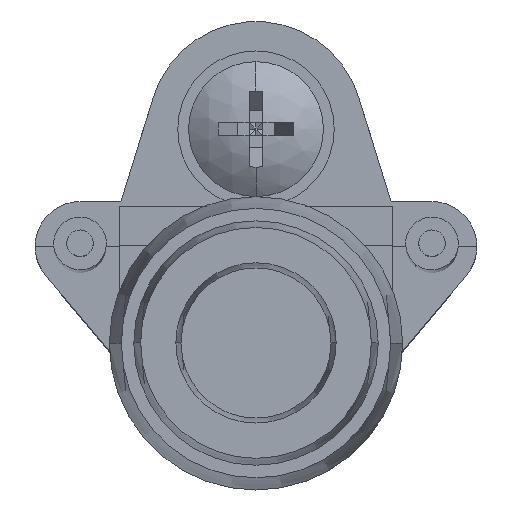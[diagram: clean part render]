
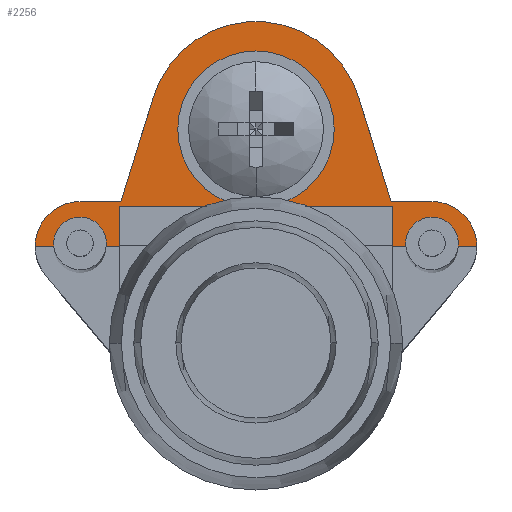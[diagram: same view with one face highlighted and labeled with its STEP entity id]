
A CAD part, top view. The second image highlights one B-rep face of the part: STEP entity #2256.
In plain terms, the highlighted planar face has unit normal (0, 0, 1).
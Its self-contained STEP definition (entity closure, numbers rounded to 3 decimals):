
#63 = DIRECTION ( 'NONE',  ( 0.296, -0.955, 0. ) ) ;
#96 = VERTEX_POINT ( 'NONE', #1780 ) ;
#196 = ORIENTED_EDGE ( 'NONE', *, *, #4881, .T. ) ;
#205 = DIRECTION ( 'NONE',  ( 0., 0., -1. ) ) ;
#209 = ORIENTED_EDGE ( 'NONE', *, *, #5237, .F. ) ;
#247 = DIRECTION ( 'NONE',  ( 0., 0., -1. ) ) ;
#305 = CARTESIAN_POINT ( 'NONE',  ( -9., 5., -26. ) ) ;
#314 = VERTEX_POINT ( 'NONE', #5460 ) ;
#345 = DIRECTION ( 'NONE',  ( 1., 0., 0. ) ) ;
#366 = CARTESIAN_POINT ( 'NONE',  ( 0., 5., -26. ) ) ;
#394 = VERTEX_POINT ( 'NONE', #3207 ) ;
#474 = ORIENTED_EDGE ( 'NONE', *, *, #3364, .F. ) ;
#700 = CARTESIAN_POINT ( 'NONE',  ( 9., 7.3, -26. ) ) ;
#752 = LINE ( 'NONE', #4535, #3062 ) ;
#755 = DIRECTION ( 'NONE',  ( -1., 0., 0. ) ) ;
#772 = CARTESIAN_POINT ( 'NONE',  ( 0., 11., -26. ) ) ;
#900 = ORIENTED_EDGE ( 'NONE', *, *, #3392, .F. ) ;
#983 = LINE ( 'NONE', #2673, #4527 ) ;
#1080 = CARTESIAN_POINT ( 'NONE',  ( 0., 7., -26. ) ) ;
#1117 = VERTEX_POINT ( 'NONE', #4557 ) ;
#1182 = LINE ( 'NONE', #5151, #4760 ) ;
#1227 = EDGE_CURVE ( 'NONE', #3083, #314, #3134, .T. ) ;
#1262 = LINE ( 'NONE', #366, #5936 ) ;
#1299 = FACE_OUTER_BOUND ( 'NONE', #4328, .T. ) ;
#1321 = ORIENTED_EDGE ( 'NONE', *, *, #3890, .F. ) ;
#1389 = LINE ( 'NONE', #2632, #1522 ) ;
#1472 = LINE ( 'NONE', #3145, #2541 ) ;
#1522 = VECTOR ( 'NONE', #5439, 1000. ) ;
#1538 = AXIS2_PLACEMENT_3D ( 'NONE', #3468, #247, #2987 ) ;
#1541 = VECTOR ( 'NONE', #1599, 1000. ) ;
#1561 = VERTEX_POINT ( 'NONE', #2724 ) ;
#1598 = CARTESIAN_POINT ( 'NONE',  ( 9., 5., -26. ) ) ;
#1599 = DIRECTION ( 'NONE',  ( -1., 0., 0. ) ) ;
#1639 = ORIENTED_EDGE ( 'NONE', *, *, #2612, .T. ) ;
#1774 = VERTEX_POINT ( 'NONE', #1080 ) ;
#1780 = CARTESIAN_POINT ( 'NONE',  ( 11.3, 5., -26. ) ) ;
#1796 = DIRECTION ( 'NONE',  ( 0., 0., -1. ) ) ;
#1847 = ORIENTED_EDGE ( 'NONE', *, *, #5100, .T. ) ;
#2022 = CARTESIAN_POINT ( 'NONE',  ( -5.253, 12.63, -26. ) ) ;
#2069 = DIRECTION ( 'NONE',  ( 1., 0., 0. ) ) ;
#2112 = ORIENTED_EDGE ( 'NONE', *, *, #4558, .F. ) ;
#2162 = PLANE ( 'NONE',  #4158 ) ;
#2256 = ADVANCED_FACE ( 'NONE', ( #1299 ), #2162, .F. ) ;
#2287 = ORIENTED_EDGE ( 'NONE', *, *, #3362, .T. ) ;
#2338 = CIRCLE ( 'NONE', #4587, 4. ) ;
#2343 = VERTEX_POINT ( 'NONE', #3127 ) ;
#2445 = DIRECTION ( 'NONE',  ( 1., 0., 0. ) ) ;
#2476 = CARTESIAN_POINT ( 'NONE',  ( 0., 11., -26. ) ) ;
#2488 = CIRCLE ( 'NONE', #3905, 4. ) ;
#2539 = VERTEX_POINT ( 'NONE', #3381 ) ;
#2541 = VECTOR ( 'NONE', #3616, 1000. ) ;
#2612 = EDGE_CURVE ( 'NONE', #2539, #4835, #2488, .T. ) ;
#2623 = DIRECTION ( 'NONE',  ( -1., 0., 0. ) ) ;
#2632 = CARTESIAN_POINT ( 'NONE',  ( -7., -7., -26. ) ) ;
#2673 = CARTESIAN_POINT ( 'NONE',  ( -6.907, 7.3, -26. ) ) ;
#2706 = CIRCLE ( 'NONE', #3478, 2.3 ) ;
#2724 = CARTESIAN_POINT ( 'NONE',  ( -11.3, 5., -26. ) ) ;
#2811 = AXIS2_PLACEMENT_3D ( 'NONE', #2933, #205, #3423 ) ;
#2836 = CARTESIAN_POINT ( 'NONE',  ( -6.907, 7.3, -26. ) ) ;
#2849 = CARTESIAN_POINT ( 'NONE',  ( 7., 5., -26. ) ) ;
#2894 = VECTOR ( 'NONE', #3476, 1000. ) ;
#2922 = VERTEX_POINT ( 'NONE', #2836 ) ;
#2927 = DIRECTION ( 'NONE',  ( -1., 0., 0. ) ) ;
#2933 = CARTESIAN_POINT ( 'NONE',  ( 0., 11., -26. ) ) ;
#2987 = DIRECTION ( 'NONE',  ( -1., 0., 0. ) ) ;
#3062 = VECTOR ( 'NONE', #345, 1000. ) ;
#3083 = VERTEX_POINT ( 'NONE', #2022 ) ;
#3127 = CARTESIAN_POINT ( 'NONE',  ( -7., 5., -26. ) ) ;
#3130 = LINE ( 'NONE', #5248, #5637 ) ;
#3134 = CIRCLE ( 'NONE', #1538, 5.5 ) ;
#3143 = DIRECTION ( 'NONE',  ( 0.296, 0.955, 0. ) ) ;
#3145 = CARTESIAN_POINT ( 'NONE',  ( 7., -7., -26. ) ) ;
#3188 = ORIENTED_EDGE ( 'NONE', *, *, #3191, .F. ) ;
#3191 = EDGE_CURVE ( 'NONE', #5927, #1774, #5266, .T. ) ;
#3207 = CARTESIAN_POINT ( 'NONE',  ( -7., 7., -26. ) ) ;
#3234 = CARTESIAN_POINT ( 'NONE',  ( 9., 7.3, -26. ) ) ;
#3291 = LINE ( 'NONE', #4561, #5781 ) ;
#3362 = EDGE_CURVE ( 'NONE', #1561, #2343, #1262, .T. ) ;
#3364 = EDGE_CURVE ( 'NONE', #2922, #3083, #983, .T. ) ;
#3381 = CARTESIAN_POINT ( 'NONE',  ( -4., 11., -26. ) ) ;
#3392 = EDGE_CURVE ( 'NONE', #1774, #394, #3291, .T. ) ;
#3423 = DIRECTION ( 'NONE',  ( -1., 0., 0. ) ) ;
#3468 = CARTESIAN_POINT ( 'NONE',  ( 0., 11., -26. ) ) ;
#3472 = CARTESIAN_POINT ( 'NONE',  ( -7., 7., -26. ) ) ;
#3476 = DIRECTION ( 'NONE',  ( 1., 0., 0. ) ) ;
#3478 = AXIS2_PLACEMENT_3D ( 'NONE', #305, #3531, #755 ) ;
#3486 = CARTESIAN_POINT ( 'NONE',  ( 7., 7., -26. ) ) ;
#3494 = ORIENTED_EDGE ( 'NONE', *, *, #6024, .F. ) ;
#3516 = AXIS2_PLACEMENT_3D ( 'NONE', #1598, #4874, #2069 ) ;
#3531 = DIRECTION ( 'NONE',  ( 0., 0., -1. ) ) ;
#3564 = CIRCLE ( 'NONE', #2811, 4. ) ;
#3576 = VERTEX_POINT ( 'NONE', #3234 ) ;
#3616 = DIRECTION ( 'NONE',  ( 0., 1., 0. ) ) ;
#3682 = EDGE_CURVE ( 'NONE', #4835, #1774, #2338, .T. ) ;
#3827 = CARTESIAN_POINT ( 'NONE',  ( 4., 11., -26. ) ) ;
#3890 = EDGE_CURVE ( 'NONE', #3576, #96, #5879, .T. ) ;
#3905 = AXIS2_PLACEMENT_3D ( 'NONE', #2476, #5753, #2927 ) ;
#3996 = ORIENTED_EDGE ( 'NONE', *, *, #4441, .F. ) ;
#4154 = LINE ( 'NONE', #700, #2894 ) ;
#4158 = AXIS2_PLACEMENT_3D ( 'NONE', #772, #5433, #2623 ) ;
#4274 = ORIENTED_EDGE ( 'NONE', *, *, #5359, .F. ) ;
#4328 = EDGE_LOOP ( 'NONE', ( #3996, #2287, #3494, #900, #196, #1639, #4840, #3188, #4274, #1847, #1321, #209, #4645, #4975, #474, #2112 ) ) ;
#4441 = EDGE_CURVE ( 'NONE', #1561, #4458, #2706, .T. ) ;
#4458 = VERTEX_POINT ( 'NONE', #5878 ) ;
#4527 = VECTOR ( 'NONE', #3143, 1000. ) ;
#4535 = CARTESIAN_POINT ( 'NONE',  ( -9., 7.3, -26. ) ) ;
#4557 = CARTESIAN_POINT ( 'NONE',  ( 6.907, 7.3, -26. ) ) ;
#4558 = EDGE_CURVE ( 'NONE', #4458, #2922, #752, .T. ) ;
#4561 = CARTESIAN_POINT ( 'NONE',  ( -7., 7., -26. ) ) ;
#4587 = AXIS2_PLACEMENT_3D ( 'NONE', #4610, #1796, #5097 ) ;
#4610 = CARTESIAN_POINT ( 'NONE',  ( 0., 11., -26. ) ) ;
#4645 = ORIENTED_EDGE ( 'NONE', *, *, #4712, .F. ) ;
#4712 = EDGE_CURVE ( 'NONE', #314, #1117, #1182, .T. ) ;
#4760 = VECTOR ( 'NONE', #63, 1000. ) ;
#4835 = VERTEX_POINT ( 'NONE', #3827 ) ;
#4840 = ORIENTED_EDGE ( 'NONE', *, *, #3682, .T. ) ;
#4874 = DIRECTION ( 'NONE',  ( 0., 0., -1. ) ) ;
#4881 = EDGE_CURVE ( 'NONE', #1774, #2539, #3564, .T. ) ;
#4975 = ORIENTED_EDGE ( 'NONE', *, *, #1227, .F. ) ;
#5045 = DIRECTION ( 'NONE',  ( -1., 0., 0. ) ) ;
#5097 = DIRECTION ( 'NONE',  ( -1., 0., 0. ) ) ;
#5100 = EDGE_CURVE ( 'NONE', #5723, #96, #3130, .T. ) ;
#5151 = CARTESIAN_POINT ( 'NONE',  ( 6.907, 7.3, -26. ) ) ;
#5237 = EDGE_CURVE ( 'NONE', #1117, #3576, #4154, .T. ) ;
#5248 = CARTESIAN_POINT ( 'NONE',  ( 0., 5., -26. ) ) ;
#5266 = LINE ( 'NONE', #3472, #1541 ) ;
#5359 = EDGE_CURVE ( 'NONE', #5723, #5927, #1472, .T. ) ;
#5433 = DIRECTION ( 'NONE',  ( 0., 0., -1. ) ) ;
#5439 = DIRECTION ( 'NONE',  ( 0., -1., 0. ) ) ;
#5460 = CARTESIAN_POINT ( 'NONE',  ( 5.253, 12.63, -26. ) ) ;
#5486 = DIRECTION ( 'NONE',  ( 1., 0., 0. ) ) ;
#5637 = VECTOR ( 'NONE', #2445, 1000. ) ;
#5723 = VERTEX_POINT ( 'NONE', #2849 ) ;
#5753 = DIRECTION ( 'NONE',  ( 0., 0., -1. ) ) ;
#5781 = VECTOR ( 'NONE', #5045, 1000. ) ;
#5878 = CARTESIAN_POINT ( 'NONE',  ( -9., 7.3, -26. ) ) ;
#5879 = CIRCLE ( 'NONE', #3516, 2.3 ) ;
#5927 = VERTEX_POINT ( 'NONE', #3486 ) ;
#5936 = VECTOR ( 'NONE', #5486, 1000. ) ;
#6024 = EDGE_CURVE ( 'NONE', #394, #2343, #1389, .T. ) ;
